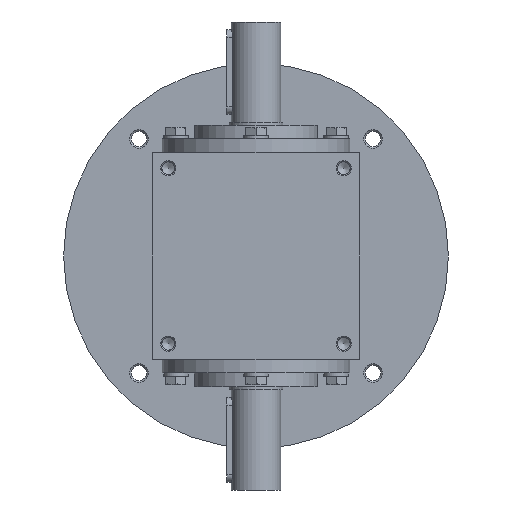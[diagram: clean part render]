
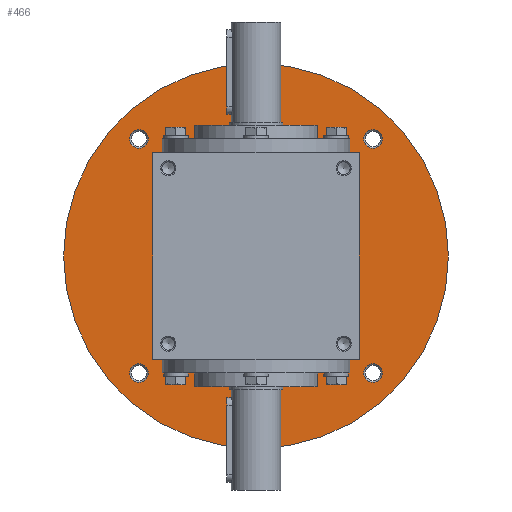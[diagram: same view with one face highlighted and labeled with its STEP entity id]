
A CAD part, left-side view. The second image highlights one B-rep face of the part: STEP entity #466.
In plain terms, the highlighted planar face has unit normal (-1, 0, 0).
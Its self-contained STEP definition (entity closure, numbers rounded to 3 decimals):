
#466 = ADVANCED_FACE( '', ( #971, #972, #973, #974, #975, #976 ), #977, .F. );
#971 = FACE_OUTER_BOUND( '', #1702, .T. );
#972 = FACE_BOUND( '', #1703, .T. );
#973 = FACE_BOUND( '', #1704, .T. );
#974 = FACE_BOUND( '', #1705, .T. );
#975 = FACE_BOUND( '', #1706, .T. );
#976 = FACE_BOUND( '', #1707, .T. );
#977 = PLANE( '', #1708 );
#1702 = EDGE_LOOP( '', ( #2541 ) );
#1703 = EDGE_LOOP( '', ( #2542 ) );
#1704 = EDGE_LOOP( '', ( #2543 ) );
#1705 = EDGE_LOOP( '', ( #2544 ) );
#1706 = EDGE_LOOP( '', ( #2545 ) );
#1707 = EDGE_LOOP( '', ( #2546 ) );
#1708 = AXIS2_PLACEMENT_3D( '', #2547, #2548, #2549 );
#2541 = ORIENTED_EDGE( '', *, *, #3813, .F. );
#2542 = ORIENTED_EDGE( '', *, *, #3814, .T. );
#2543 = ORIENTED_EDGE( '', *, *, #3693, .T. );
#2544 = ORIENTED_EDGE( '', *, *, #3815, .T. );
#2545 = ORIENTED_EDGE( '', *, *, #3684, .T. );
#2546 = ORIENTED_EDGE( '', *, *, #3816, .T. );
#2547 = CARTESIAN_POINT( '', ( 55., 50., 0. ) );
#2548 = DIRECTION( '', ( 1., 0., 0. ) );
#2549 = DIRECTION( '', ( 0., 0., -1. ) );
#3684 = EDGE_CURVE( '', #4208, #4208, #4209, .T. );
#3693 = EDGE_CURVE( '', #4224, #4224, #4225, .T. );
#3813 = EDGE_CURVE( '', #4422, #4422, #4423, .T. );
#3814 = EDGE_CURVE( '', #4424, #4424, #4425, .T. );
#3815 = EDGE_CURVE( '', #4426, #4426, #4427, .T. );
#3816 = EDGE_CURVE( '', #4428, #4428, #4429, .T. );
#4208 = VERTEX_POINT( '', #4940 );
#4209 = CIRCLE( '', #4941, 6. );
#4224 = VERTEX_POINT( '', #4956 );
#4225 = CIRCLE( '', #4957, 6. );
#4422 = VERTEX_POINT( '', #5205 );
#4423 = CIRCLE( '', #5206, 125. );
#4424 = VERTEX_POINT( '', #5207 );
#4425 = CIRCLE( '', #5208, 6. );
#4426 = VERTEX_POINT( '', #5209 );
#4427 = CIRCLE( '', #5210, 6. );
#4428 = VERTEX_POINT( '', #5211 );
#4429 = CIRCLE( '', #5212, 50. );
#4940 = CARTESIAN_POINT( '', ( 55., 76.014, 70.014 ) );
#4941 = AXIS2_PLACEMENT_3D( '', #5929, #5930, #5931 );
#4956 = CARTESIAN_POINT( '', ( 55., 76.014, -82.014 ) );
#4957 = AXIS2_PLACEMENT_3D( '', #5950, #5951, #5952 );
#5205 = CARTESIAN_POINT( '', ( 55., 0., -125. ) );
#5206 = AXIS2_PLACEMENT_3D( '', #6165, #6166, #6167 );
#5207 = CARTESIAN_POINT( '', ( 55., -76.014, 70.014 ) );
#5208 = AXIS2_PLACEMENT_3D( '', #6168, #6169, #6170 );
#5209 = CARTESIAN_POINT( '', ( 55., -76.014, -82.014 ) );
#5210 = AXIS2_PLACEMENT_3D( '', #6171, #6172, #6173 );
#5211 = CARTESIAN_POINT( '', ( 55., 0., -50. ) );
#5212 = AXIS2_PLACEMENT_3D( '', #6174, #6175, #6176 );
#5929 = CARTESIAN_POINT( '', ( 55., 76.014, 76.014 ) );
#5930 = DIRECTION( '', ( 1., 0., 0. ) );
#5931 = DIRECTION( '', ( 0., 0., -1. ) );
#5950 = CARTESIAN_POINT( '', ( 55., 76.014, -76.014 ) );
#5951 = DIRECTION( '', ( 1., 0., 0. ) );
#5952 = DIRECTION( '', ( 0., 0., -1. ) );
#6165 = CARTESIAN_POINT( '', ( 55., 0., 0. ) );
#6166 = DIRECTION( '', ( 1., 0., 0. ) );
#6167 = DIRECTION( '', ( 0., 0., -1. ) );
#6168 = CARTESIAN_POINT( '', ( 55., -76.014, 76.014 ) );
#6169 = DIRECTION( '', ( 1., 0., 0. ) );
#6170 = DIRECTION( '', ( 0., 0., -1. ) );
#6171 = CARTESIAN_POINT( '', ( 55., -76.014, -76.014 ) );
#6172 = DIRECTION( '', ( 1., 0., 0. ) );
#6173 = DIRECTION( '', ( 0., 0., -1. ) );
#6174 = CARTESIAN_POINT( '', ( 55., 0., 0. ) );
#6175 = DIRECTION( '', ( 1., 0., 0. ) );
#6176 = DIRECTION( '', ( 0., 0., -1. ) );
